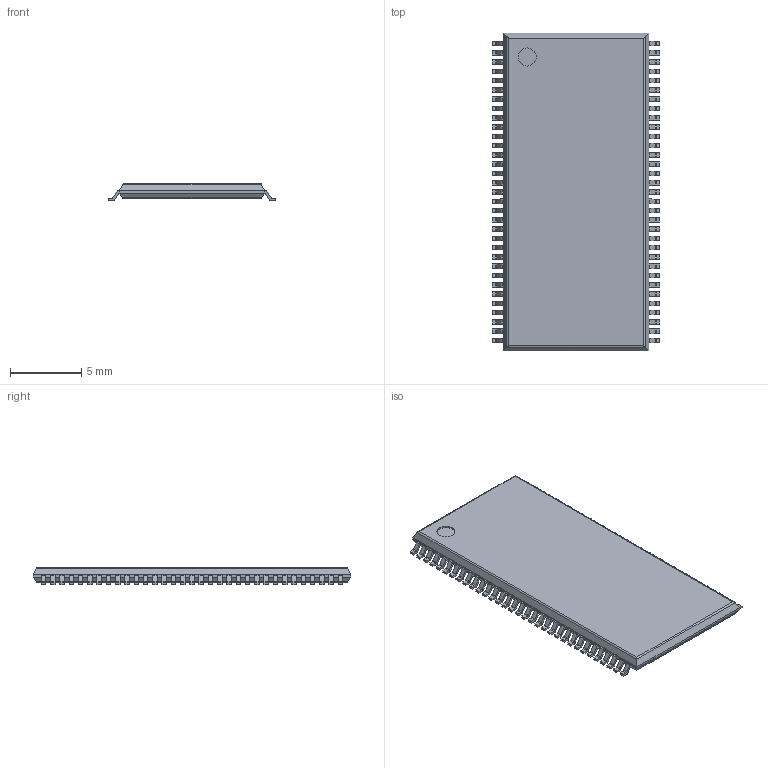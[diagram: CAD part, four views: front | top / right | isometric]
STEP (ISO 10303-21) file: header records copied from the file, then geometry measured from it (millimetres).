
FILE_DESCRIPTION(('FreeCAD Model'),'2;1');
FILE_NAME('985417.1.1.stp','2022-10-20T09:11:00',( 'Author'),(''),'Open CASCADE STEP processor 6.9','FreeCAD','Unknown' );
FILE_SCHEMA(('AUTOMOTIVE_DESIGN { 1 0 10303 214 1 1 1 1 }'));
Length unit declared in the file: millimetre
Products named in the file (3): ASSEMBLY; Body; PinsArrayLR
Assembly tree (2 placements, depth 2):
  ASSEMBLY
    Body
    PinsArrayLR
Bounding box: 11.76 x 22.22 x 1.2 mm (x, y, z)
Volume: 238.6 mm3; surface area: 569.8 mm2
Topology: 67 solids, 67 shells, 882 faces, 2225 edges, 1478 vertices
Faces by surface type: plane 675, cylinder 207
Full cylindrical faces by diameter (mm): 1.27 x1
Entity records: 56267 total; most frequent: CARTESIAN_POINT 10490, DIRECTION 8501, LINE 5719, VECTOR 5719, ORIENTED_EDGE 4450, PCURVE 4450, DEFINITIONAL_REPRESENTATION 4450, EDGE_CURVE 2225
